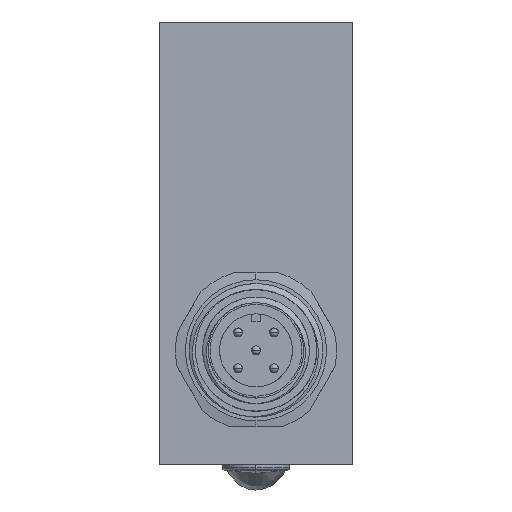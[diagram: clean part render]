
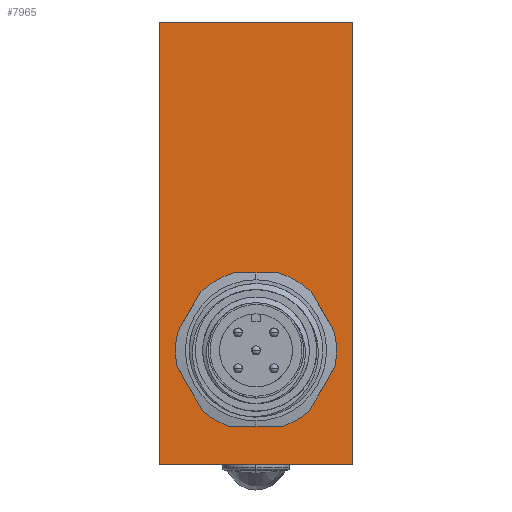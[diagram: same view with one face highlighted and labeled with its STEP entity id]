
A CAD part, left-side view. The second image highlights one B-rep face of the part: STEP entity #7965.
In plain terms, the highlighted planar face has unit normal (-1, 0, 0).
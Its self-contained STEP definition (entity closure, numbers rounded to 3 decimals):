
#27=DIRECTION('',(0.,0.,1.));
#28=VECTOR('',#27,49.378);
#29=CARTESIAN_POINT('',(0.,-10.795,-6.201));
#30=LINE('',#29,#28);
#205=DIRECTION('',(0.,1.,0.));
#206=VECTOR('',#205,21.59);
#207=CARTESIAN_POINT('',(0.,-10.795,43.177));
#208=LINE('',#207,#206);
#368=DIRECTION('',(0.,0.,1.));
#369=VECTOR('',#368,49.378);
#370=CARTESIAN_POINT('',(0.,10.795,-6.201));
#371=LINE('',#370,#369);
#469=DIRECTION('',(0.,1.,0.));
#470=VECTOR('',#469,21.59);
#471=CARTESIAN_POINT('',(0.,-10.795,-6.201));
#472=LINE('',#471,#470);
#473=CARTESIAN_POINT('',(0.,0.,6.5));
#474=DIRECTION('',(1.,0.,0.));
#475=DIRECTION('',(0.,-0.974,0.226));
#476=AXIS2_PLACEMENT_3D('',#473,#474,#475);
#478=DIRECTION('',(0.,0.5,0.866));
#479=VECTOR('',#478,5.238);
#480=CARTESIAN_POINT('',(0.,-8.766,8.537));
#481=LINE('',#480,#479);
#482=CARTESIAN_POINT('',(0.,0.,6.5));
#483=DIRECTION('',(1.,0.,0.));
#484=DIRECTION('',(0.,-0.277,0.961));
#485=AXIS2_PLACEMENT_3D('',#482,#483,#484);
#487=DIRECTION('',(0.,1.,0.));
#488=VECTOR('',#487,4.99);
#489=CARTESIAN_POINT('',(0.,-2.495,15.147));
#490=LINE('',#489,#488);
#491=CARTESIAN_POINT('',(0.,0.,6.5));
#492=DIRECTION('',(1.,0.,0.));
#493=DIRECTION('',(0.,0.683,0.73));
#494=AXIS2_PLACEMENT_3D('',#491,#492,#493);
#496=DIRECTION('',(0.,0.5,-0.866));
#497=VECTOR('',#496,5.238);
#498=CARTESIAN_POINT('',(0.,6.147,13.073));
#499=LINE('',#498,#497);
#500=CARTESIAN_POINT('',(0.,0.,6.5));
#501=DIRECTION('',(1.,0.,0.));
#502=DIRECTION('',(0.,0.98,-0.2));
#503=AXIS2_PLACEMENT_3D('',#500,#501,#502);
#505=DIRECTION('',(0.,-0.5,-0.866));
#506=VECTOR('',#505,5.7);
#507=CARTESIAN_POINT('',(0.,8.818,4.7));
#508=LINE('',#507,#506);
#509=CARTESIAN_POINT('',(0.,0.,6.5));
#510=DIRECTION('',(1.,0.,0.));
#511=DIRECTION('',(0.,0.329,-0.944));
#512=AXIS2_PLACEMENT_3D('',#509,#510,#511);
#514=DIRECTION('',(0.,-1.,0.));
#515=VECTOR('',#514,5.916);
#516=CARTESIAN_POINT('',(0.,2.958,-2.));
#517=LINE('',#516,#515);
#518=CARTESIAN_POINT('',(0.,0.,6.5));
#519=DIRECTION('',(1.,0.,0.));
#520=DIRECTION('',(0.,-0.663,-0.749));
#521=AXIS2_PLACEMENT_3D('',#518,#519,#520);
#523=DIRECTION('',(0.,-0.5,0.866));
#524=VECTOR('',#523,5.7);
#525=CARTESIAN_POINT('',(0.,-5.968,-0.237));
#526=LINE('',#525,#524);
#6430=CARTESIAN_POINT('',(0.,-10.795,-6.201));
#6431=CARTESIAN_POINT('',(0.,-10.795,43.177));
#6432=VERTEX_POINT('',#6430);
#6433=VERTEX_POINT('',#6431);
#6436=CARTESIAN_POINT('',(0.,10.795,-6.201));
#6437=CARTESIAN_POINT('',(0.,10.795,43.177));
#6438=VERTEX_POINT('',#6436);
#6439=VERTEX_POINT('',#6437);
#7447=CARTESIAN_POINT('',(0.,-8.766,8.537));
#7448=CARTESIAN_POINT('',(0.,-8.818,4.7));
#7449=VERTEX_POINT('',#7447);
#7450=VERTEX_POINT('',#7448);
#7451=CARTESIAN_POINT('',(0.,-5.968,-0.237));
#7452=CARTESIAN_POINT('',(0.,-2.958,-2.));
#7453=VERTEX_POINT('',#7451);
#7454=VERTEX_POINT('',#7452);
#7455=CARTESIAN_POINT('',(0.,2.958,-2.));
#7456=CARTESIAN_POINT('',(0.,5.968,-0.237));
#7457=VERTEX_POINT('',#7455);
#7458=VERTEX_POINT('',#7456);
#7459=CARTESIAN_POINT('',(0.,8.818,4.7));
#7460=CARTESIAN_POINT('',(0.,8.766,8.537));
#7461=VERTEX_POINT('',#7459);
#7462=VERTEX_POINT('',#7460);
#7463=CARTESIAN_POINT('',(0.,6.147,13.073));
#7464=CARTESIAN_POINT('',(0.,2.495,15.147));
#7465=VERTEX_POINT('',#7463);
#7466=VERTEX_POINT('',#7464);
#7467=CARTESIAN_POINT('',(0.,-2.495,15.147));
#7468=CARTESIAN_POINT('',(0.,-6.147,13.073));
#7469=VERTEX_POINT('',#7467);
#7470=VERTEX_POINT('',#7468);
#7927=CARTESIAN_POINT('',(0.,-10.795,-6.201));
#7928=DIRECTION('',(-1.,0.,0.));
#7929=DIRECTION('',(0.,0.,1.));
#7930=AXIS2_PLACEMENT_3D('',#7927,#7928,#7929);
#7931=PLANE('',#7930);
#7932=ORIENTED_EDGE('',*,*,#7492,.F.);
#7934=ORIENTED_EDGE('',*,*,#7933,.T.);
#7935=ORIENTED_EDGE('',*,*,#7840,.T.);
#7936=ORIENTED_EDGE('',*,*,#7671,.F.);
#7937=EDGE_LOOP('',(#7932,#7934,#7935,#7936));
#7938=FACE_OUTER_BOUND('',#7937,.F.);
#7940=ORIENTED_EDGE('',*,*,#7939,.F.);
#7942=ORIENTED_EDGE('',*,*,#7941,.T.);
#7944=ORIENTED_EDGE('',*,*,#7943,.F.);
#7946=ORIENTED_EDGE('',*,*,#7945,.T.);
#7948=ORIENTED_EDGE('',*,*,#7947,.F.);
#7950=ORIENTED_EDGE('',*,*,#7949,.T.);
#7952=ORIENTED_EDGE('',*,*,#7951,.F.);
#7954=ORIENTED_EDGE('',*,*,#7953,.T.);
#7956=ORIENTED_EDGE('',*,*,#7955,.F.);
#7958=ORIENTED_EDGE('',*,*,#7957,.T.);
#7960=ORIENTED_EDGE('',*,*,#7959,.F.);
#7962=ORIENTED_EDGE('',*,*,#7961,.T.);
#7963=EDGE_LOOP('',(#7940,#7942,#7944,#7946,#7948,#7950,#7952,#7954,#7956,#7958,
#7960,#7962));
#7964=FACE_BOUND('',#7963,.F.);
#7965=ADVANCED_FACE('',(#7938,#7964),#7931,.T.);
#477=CIRCLE('',#476,9.);
#486=CIRCLE('',#485,9.);
#495=CIRCLE('',#494,9.);
#504=CIRCLE('',#503,9.);
#513=CIRCLE('',#512,9.);
#522=CIRCLE('',#521,9.);
#7492=EDGE_CURVE('',#6432,#6433,#30,.T.);
#7671=EDGE_CURVE('',#6433,#6439,#208,.T.);
#7840=EDGE_CURVE('',#6438,#6439,#371,.T.);
#7933=EDGE_CURVE('',#6432,#6438,#472,.T.);
#7939=EDGE_CURVE('',#7449,#7450,#477,.T.);
#7941=EDGE_CURVE('',#7449,#7470,#481,.T.);
#7943=EDGE_CURVE('',#7469,#7470,#486,.T.);
#7945=EDGE_CURVE('',#7469,#7466,#490,.T.);
#7947=EDGE_CURVE('',#7465,#7466,#495,.T.);
#7949=EDGE_CURVE('',#7465,#7462,#499,.T.);
#7951=EDGE_CURVE('',#7461,#7462,#504,.T.);
#7953=EDGE_CURVE('',#7461,#7458,#508,.T.);
#7955=EDGE_CURVE('',#7457,#7458,#513,.T.);
#7957=EDGE_CURVE('',#7457,#7454,#517,.T.);
#7959=EDGE_CURVE('',#7453,#7454,#522,.T.);
#7961=EDGE_CURVE('',#7453,#7450,#526,.T.);
